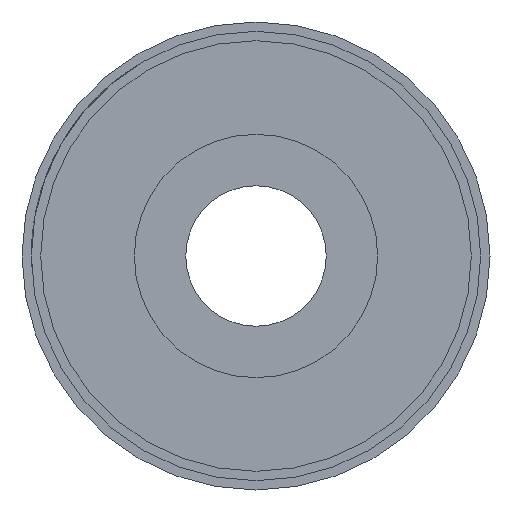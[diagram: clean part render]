
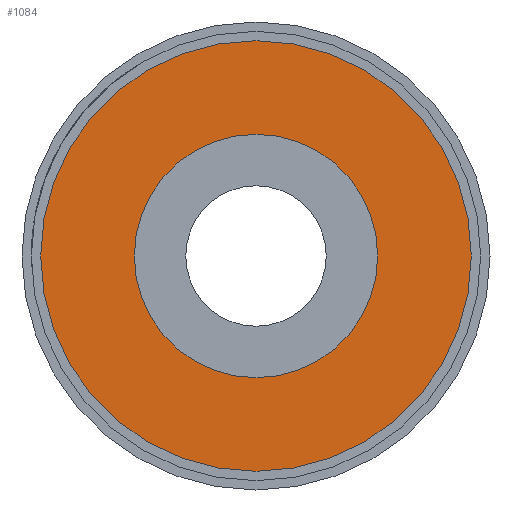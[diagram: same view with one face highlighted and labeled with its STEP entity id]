
A CAD part, left-side view. The second image highlights one B-rep face of the part: STEP entity #1084.
In plain terms, the highlighted planar face has unit normal (-1, 0, 0).
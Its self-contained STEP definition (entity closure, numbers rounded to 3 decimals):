
#23 = AXIS2_PLACEMENT_3D ( 'NONE', #6842, #1463, #6253 ) ;
#32 = AXIS2_PLACEMENT_3D ( 'NONE', #4673, #7136, #1764 ) ;
#776 = CIRCLE ( 'NONE', #2650, 6.5 ) ;
#845 = CARTESIAN_POINT ( 'NONE',  ( 0., 0., 6.5 ) ) ;
#954 = VERTEX_POINT ( 'NONE', #5588 ) ;
#996 = DIRECTION ( 'NONE',  ( 0., 0., 1. ) ) ;
#1037 = CIRCLE ( 'NONE', #5410, 11.5 ) ;
#1084 = ADVANCED_FACE ( 'NONE', ( #6803, #6217 ), #7427, .F. ) ;
#1199 = EDGE_CURVE ( 'NONE', #4429, #954, #776, .T. ) ;
#1463 = DIRECTION ( 'NONE',  ( 1., 0., 0. ) ) ;
#1764 = DIRECTION ( 'NONE',  ( 0., 0., 1. ) ) ;
#1994 = EDGE_LOOP ( 'NONE', ( #4792, #5980 ) ) ;
#2020 = CARTESIAN_POINT ( 'NONE',  ( 0., 0., 11.5 ) ) ;
#2147 = AXIS2_PLACEMENT_3D ( 'NONE', #5263, #6922, #996 ) ;
#2311 = ORIENTED_EDGE ( 'NONE', *, *, #7107, .T. ) ;
#2461 = CARTESIAN_POINT ( 'NONE',  ( 0., 0., 0. ) ) ;
#2650 = AXIS2_PLACEMENT_3D ( 'NONE', #2461, #3647, #7210 ) ;
#3008 = DIRECTION ( 'NONE',  ( -1., 0., 0. ) ) ;
#3090 = DIRECTION ( 'NONE',  ( 0., 0., 1. ) ) ;
#3485 = VERTEX_POINT ( 'NONE', #4498 ) ;
#3647 = DIRECTION ( 'NONE',  ( -1., 0., 0. ) ) ;
#3890 = EDGE_CURVE ( 'NONE', #954, #4429, #5525, .T. ) ;
#4429 = VERTEX_POINT ( 'NONE', #845 ) ;
#4498 = CARTESIAN_POINT ( 'NONE',  ( 0., 0., -11.5 ) ) ;
#4555 = EDGE_LOOP ( 'NONE', ( #2311, #6093 ) ) ;
#4673 = CARTESIAN_POINT ( 'NONE',  ( 0., 0., 0. ) ) ;
#4792 = ORIENTED_EDGE ( 'NONE', *, *, #1199, .F. ) ;
#4934 = CARTESIAN_POINT ( 'NONE',  ( 0., 0., 0. ) ) ;
#5263 = CARTESIAN_POINT ( 'NONE',  ( 0., 0., 0. ) ) ;
#5410 = AXIS2_PLACEMENT_3D ( 'NONE', #4934, #3008, #3090 ) ;
#5525 = CIRCLE ( 'NONE', #2147, 6.5 ) ;
#5588 = CARTESIAN_POINT ( 'NONE',  ( 0., 0., -6.5 ) ) ;
#5980 = ORIENTED_EDGE ( 'NONE', *, *, #3890, .F. ) ;
#6093 = ORIENTED_EDGE ( 'NONE', *, *, #6786, .T. ) ;
#6217 = FACE_OUTER_BOUND ( 'NONE', #4555, .T. ) ;
#6253 = DIRECTION ( 'NONE',  ( 0., 0., -1. ) ) ;
#6550 = CIRCLE ( 'NONE', #32, 11.5 ) ;
#6786 = EDGE_CURVE ( 'NONE', #3485, #7366, #6550, .T. ) ;
#6803 = FACE_BOUND ( 'NONE', #1994, .T. ) ;
#6842 = CARTESIAN_POINT ( 'NONE',  ( 0., 0., 0. ) ) ;
#6922 = DIRECTION ( 'NONE',  ( -1., 0., 0. ) ) ;
#7107 = EDGE_CURVE ( 'NONE', #7366, #3485, #1037, .T. ) ;
#7136 = DIRECTION ( 'NONE',  ( -1., 0., 0. ) ) ;
#7210 = DIRECTION ( 'NONE',  ( 0., 0., 1. ) ) ;
#7366 = VERTEX_POINT ( 'NONE', #2020 ) ;
#7427 = PLANE ( 'NONE',  #23 ) ;
